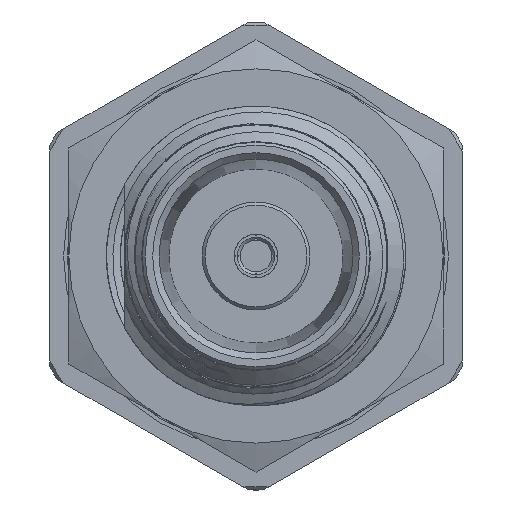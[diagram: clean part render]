
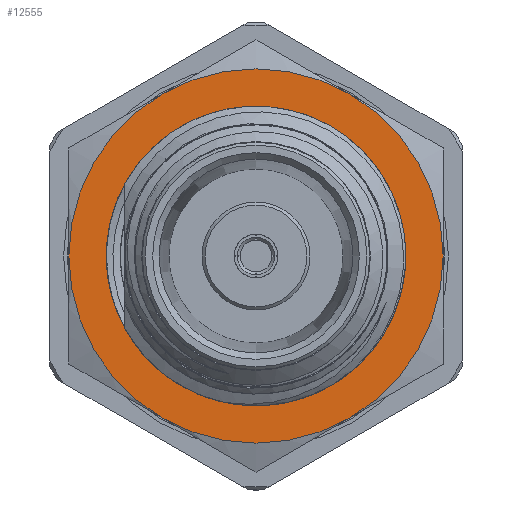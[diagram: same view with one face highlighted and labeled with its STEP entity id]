
A CAD part, left-side view. The second image highlights one B-rep face of the part: STEP entity #12555.
In plain terms, the highlighted planar face has unit normal (-1, 0, 0).
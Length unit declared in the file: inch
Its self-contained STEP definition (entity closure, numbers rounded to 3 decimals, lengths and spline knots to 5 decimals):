
#1303 = DIRECTION ( 'NONE',  ( -1., 0., 0. ) ) ;
#1527 = CARTESIAN_POINT ( 'NONE',  ( 0.523, 0., 0. ) ) ;
#1644 = AXIS2_PLACEMENT_3D ( 'NONE', #20700, #3589, #14028 ) ;
#2717 = DIRECTION ( 'NONE',  ( 0., 0., 1. ) ) ;
#2807 = DIRECTION ( 'NONE',  ( 0., 0., 1. ) ) ;
#3025 = DIRECTION ( 'NONE',  ( 0., 0., 1. ) ) ;
#3088 = DIRECTION ( 'NONE',  ( 0., 0., 1. ) ) ;
#3140 = CARTESIAN_POINT ( 'NONE',  ( 0.523, -0.24995, 0.00495 ) ) ;
#3436 = CARTESIAN_POINT ( 'NONE',  ( 0.523, -0.3125, 0. ) ) ;
#3462 = EDGE_LOOP ( 'NONE', ( #10871, #9954, #21043, #17747, #7025, #19465 ) ) ;
#3589 = DIRECTION ( 'NONE',  ( -1., 0., 0. ) ) ;
#3662 = DIRECTION ( 'NONE',  ( 0., 0., 1. ) ) ;
#3732 = EDGE_CURVE ( 'NONE', #13568, #11048, #15202, .T. ) ;
#4798 = CARTESIAN_POINT ( 'NONE',  ( 0.523, -0.15625, -0.27063 ) ) ;
#4816 = AXIS2_PLACEMENT_3D ( 'NONE', #1527, #1303, #3088 ) ;
#4840 = EDGE_CURVE ( 'NONE', #10709, #9501, #12036, .T. ) ;
#5060 = FACE_BOUND ( 'NONE', #15351, .T. ) ;
#6052 = EDGE_CURVE ( 'NONE', #9501, #8926, #18874, .T. ) ;
#6476 = AXIS2_PLACEMENT_3D ( 'NONE', #19233, #15826, #10820 ) ;
#7025 = ORIENTED_EDGE ( 'NONE', *, *, #11540, .T. ) ;
#7472 = AXIS2_PLACEMENT_3D ( 'NONE', #7576, #21252, #14507 ) ;
#7576 = CARTESIAN_POINT ( 'NONE',  ( 0.523, 0., 0. ) ) ;
#8520 = CIRCLE ( 'NONE', #6476, 0.25 ) ;
#8926 = VERTEX_POINT ( 'NONE', #14943 ) ;
#9444 = CARTESIAN_POINT ( 'NONE',  ( 0.523, 0.15625, -0.27063 ) ) ;
#9501 = VERTEX_POINT ( 'NONE', #21170 ) ;
#9954 = ORIENTED_EDGE ( 'NONE', *, *, #6052, .T. ) ;
#10083 = DIRECTION ( 'NONE',  ( 0., 0., 1. ) ) ;
#10339 = AXIS2_PLACEMENT_3D ( 'NONE', #17810, #15975, #2717 ) ;
#10709 = VERTEX_POINT ( 'NONE', #12884 ) ;
#10820 = DIRECTION ( 'NONE',  ( 0., 0., 1. ) ) ;
#10871 = ORIENTED_EDGE ( 'NONE', *, *, #4840, .T. ) ;
#11048 = VERTEX_POINT ( 'NONE', #4798 ) ;
#11540 = EDGE_CURVE ( 'NONE', #11048, #17101, #20168, .T. ) ;
#11577 = ORIENTED_EDGE ( 'NONE', *, *, #11892, .F. ) ;
#11892 = EDGE_CURVE ( 'NONE', #12071, #20418, #8520, .T. ) ;
#12036 = CIRCLE ( 'NONE', #7472, 0.3125 ) ;
#12071 = VERTEX_POINT ( 'NONE', #14882 ) ;
#12489 = FACE_OUTER_BOUND ( 'NONE', #3462, .T. ) ;
#12555 = ADVANCED_FACE ( 'NONE', ( #5060, #12489 ), #18032, .T. ) ;
#12884 = CARTESIAN_POINT ( 'NONE',  ( 0.523, -0.15625, 0.27063 ) ) ;
#13357 = AXIS2_PLACEMENT_3D ( 'NONE', #21183, #17821, #2807 ) ;
#13568 = VERTEX_POINT ( 'NONE', #9444 ) ;
#13812 = DIRECTION ( 'NONE',  ( -1., 0., 0. ) ) ;
#13983 = AXIS2_PLACEMENT_3D ( 'NONE', #20132, #20348, #10083 ) ;
#13999 = CIRCLE ( 'NONE', #4816, 0.3125 ) ;
#14028 = DIRECTION ( 'NONE',  ( 0., 0., 1. ) ) ;
#14038 = CARTESIAN_POINT ( 'NONE',  ( 0.523, 0., 0. ) ) ;
#14507 = DIRECTION ( 'NONE',  ( 0., 0., 1. ) ) ;
#14706 = ORIENTED_EDGE ( 'NONE', *, *, #20182, .F. ) ;
#14882 = CARTESIAN_POINT ( 'NONE',  ( 0.523, -0.18024, -0.17324 ) ) ;
#14943 = CARTESIAN_POINT ( 'NONE',  ( 0.523, 0.3125, 0. ) ) ;
#15202 = CIRCLE ( 'NONE', #1644, 0.3125 ) ;
#15351 = EDGE_LOOP ( 'NONE', ( #14706, #11577 ) ) ;
#15826 = DIRECTION ( 'NONE',  ( -1., 0., 0. ) ) ;
#15975 = DIRECTION ( 'NONE',  ( -1., 0., 0. ) ) ;
#16641 = EDGE_CURVE ( 'NONE', #17101, #10709, #19579, .T. ) ;
#17101 = VERTEX_POINT ( 'NONE', #3436 ) ;
#17544 = EDGE_CURVE ( 'NONE', #8926, #13568, #13999, .T. ) ;
#17747 = ORIENTED_EDGE ( 'NONE', *, *, #3732, .T. ) ;
#17810 = CARTESIAN_POINT ( 'NONE',  ( 0.523, 0., 0. ) ) ;
#17821 = DIRECTION ( 'NONE',  ( -1., 0., 0. ) ) ;
#17907 = CARTESIAN_POINT ( 'NONE',  ( 0.523, 0., 0. ) ) ;
#18032 = PLANE ( 'NONE',  #20941 ) ;
#18874 = CIRCLE ( 'NONE', #21662, 0.3125 ) ;
#19233 = CARTESIAN_POINT ( 'NONE',  ( 0.523, 0., 0. ) ) ;
#19465 = ORIENTED_EDGE ( 'NONE', *, *, #16641, .T. ) ;
#19579 = CIRCLE ( 'NONE', #10339, 0.3125 ) ;
#20132 = CARTESIAN_POINT ( 'NONE',  ( 0.523, 0., 0. ) ) ;
#20168 = CIRCLE ( 'NONE', #13983, 0.3125 ) ;
#20182 = EDGE_CURVE ( 'NONE', #20418, #12071, #20480, .T. ) ;
#20348 = DIRECTION ( 'NONE',  ( -1., 0., 0. ) ) ;
#20418 = VERTEX_POINT ( 'NONE', #3140 ) ;
#20480 = CIRCLE ( 'NONE', #13357, 0.25 ) ;
#20700 = CARTESIAN_POINT ( 'NONE',  ( 0.523, 0., 0. ) ) ;
#20941 = AXIS2_PLACEMENT_3D ( 'NONE', #17907, #21534, #3025 ) ;
#21043 = ORIENTED_EDGE ( 'NONE', *, *, #17544, .T. ) ;
#21170 = CARTESIAN_POINT ( 'NONE',  ( 0.523, 0.15625, 0.27063 ) ) ;
#21183 = CARTESIAN_POINT ( 'NONE',  ( 0.523, 0., 0. ) ) ;
#21252 = DIRECTION ( 'NONE',  ( -1., 0., 0. ) ) ;
#21534 = DIRECTION ( 'NONE',  ( -1., 0., 0. ) ) ;
#21662 = AXIS2_PLACEMENT_3D ( 'NONE', #14038, #13812, #3662 ) ;
